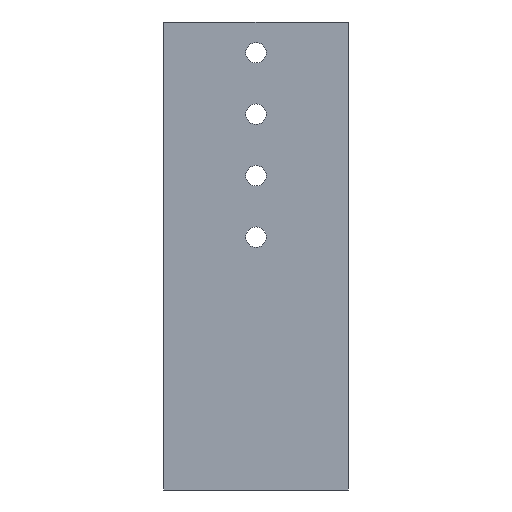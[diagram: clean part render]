
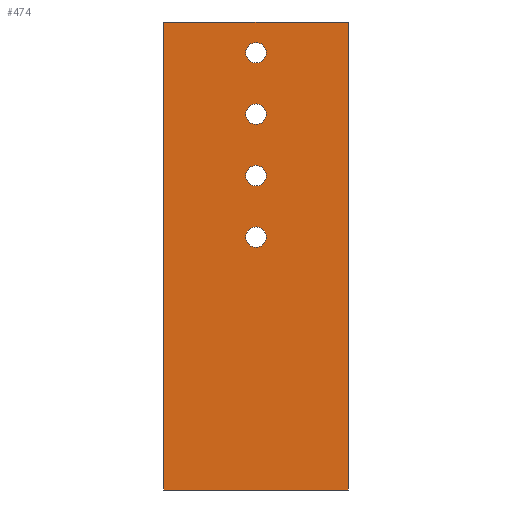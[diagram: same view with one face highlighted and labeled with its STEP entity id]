
A CAD part, front view. The second image highlights one B-rep face of the part: STEP entity #474.
In plain terms, the highlighted planar face has unit normal (0, -1, 0).
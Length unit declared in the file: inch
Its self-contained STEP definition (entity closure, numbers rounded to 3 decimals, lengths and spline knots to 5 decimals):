
#40 = DIRECTION ( 'NONE',  ( 0., 0., -1. ) ) ;
#41 = VERTEX_POINT ( 'NONE', #844 ) ;
#49 = DIRECTION ( 'NONE',  ( 0., 0., 1. ) ) ;
#50 = ORIENTED_EDGE ( 'NONE', *, *, #1112, .F. ) ;
#56 = CARTESIAN_POINT ( 'NONE',  ( 1.125, 0., -1.75 ) ) ;
#61 = FACE_BOUND ( 'NONE', #430, .T. ) ;
#71 = LINE ( 'NONE', #590, #933 ) ;
#74 = VECTOR ( 'NONE', #385, 39.37008 ) ;
#91 = EDGE_CURVE ( 'NONE', #929, #164, #853, .T. ) ;
#95 = AXIS2_PLACEMENT_3D ( 'NONE', #434, #241, #1085 ) ;
#96 = CARTESIAN_POINT ( 'NONE',  ( 1.125, 0., -1.875 ) ) ;
#116 = ORIENTED_EDGE ( 'NONE', *, *, #249, .F. ) ;
#134 = CARTESIAN_POINT ( 'NONE',  ( 1.125, 0., -1.125 ) ) ;
#154 = DIRECTION ( 'NONE',  ( 0., -1., 0. ) ) ;
#156 = CARTESIAN_POINT ( 'NONE',  ( 1.125, 0., -0.5 ) ) ;
#164 = VERTEX_POINT ( 'NONE', #670 ) ;
#168 = DIRECTION ( 'NONE',  ( 0., -1., 0. ) ) ;
#184 = FACE_BOUND ( 'NONE', #940, .T. ) ;
#185 = VECTOR ( 'NONE', #49, 39.37008 ) ;
#203 = ORIENTED_EDGE ( 'NONE', *, *, #1155, .F. ) ;
#219 = AXIS2_PLACEMENT_3D ( 'NONE', #239, #154, #709 ) ;
#222 = AXIS2_PLACEMENT_3D ( 'NONE', #506, #596, #790 ) ;
#236 = DIRECTION ( 'NONE',  ( 0., -1., 0. ) ) ;
#239 = CARTESIAN_POINT ( 'NONE',  ( 1.125, 0., -0.375 ) ) ;
#241 = DIRECTION ( 'NONE',  ( 0., -1., 0. ) ) ;
#242 = CIRCLE ( 'NONE', #460, 0.125 ) ;
#245 = VERTEX_POINT ( 'NONE', #1058 ) ;
#248 = EDGE_CURVE ( 'NONE', #164, #751, #638, .T. ) ;
#249 = EDGE_CURVE ( 'NONE', #751, #275, #364, .T. ) ;
#275 = VERTEX_POINT ( 'NONE', #591 ) ;
#277 = AXIS2_PLACEMENT_3D ( 'NONE', #503, #574, #40 ) ;
#288 = ORIENTED_EDGE ( 'NONE', *, *, #1021, .F. ) ;
#331 = ORIENTED_EDGE ( 'NONE', *, *, #833, .F. ) ;
#340 = CARTESIAN_POINT ( 'NONE',  ( 1.125, 0., -2.75 ) ) ;
#348 = DIRECTION ( 'NONE',  ( 0., 0., -1. ) ) ;
#364 = LINE ( 'NONE', #1141, #185 ) ;
#385 = DIRECTION ( 'NONE',  ( 0., 0., -1. ) ) ;
#387 = EDGE_CURVE ( 'NONE', #841, #945, #242, .T. ) ;
#405 = CARTESIAN_POINT ( 'NONE',  ( 1.125, 0., -1. ) ) ;
#422 = DIRECTION ( 'NONE',  ( 0., 0., -1. ) ) ;
#430 = EDGE_LOOP ( 'NONE', ( #1006, #859 ) ) ;
#431 = EDGE_CURVE ( 'NONE', #786, #245, #533, .T. ) ;
#434 = CARTESIAN_POINT ( 'NONE',  ( 0., 0., 0. ) ) ;
#447 = CARTESIAN_POINT ( 'NONE',  ( 2.25, 0., 0. ) ) ;
#460 = AXIS2_PLACEMENT_3D ( 'NONE', #789, #236, #422 ) ;
#474 = ADVANCED_FACE ( 'NONE', ( #508, #481, #184, #901, #61 ), #995, .T. ) ;
#481 = FACE_BOUND ( 'NONE', #502, .T. ) ;
#502 = EDGE_LOOP ( 'NONE', ( #693, #331 ) ) ;
#503 = CARTESIAN_POINT ( 'NONE',  ( 1.125, 0., -0.375 ) ) ;
#506 = CARTESIAN_POINT ( 'NONE',  ( 1.125, 0., -2.625 ) ) ;
#508 = FACE_OUTER_BOUND ( 'NONE', #691, .T. ) ;
#533 = CIRCLE ( 'NONE', #219, 0.125 ) ;
#542 = DIRECTION ( 'NONE',  ( 0., 0., -1. ) ) ;
#559 = CIRCLE ( 'NONE', #222, 0.125 ) ;
#561 = CIRCLE ( 'NONE', #697, 0.125 ) ;
#574 = DIRECTION ( 'NONE',  ( 0., -1., 0. ) ) ;
#590 = CARTESIAN_POINT ( 'NONE',  ( 0., 0., 0. ) ) ;
#591 = CARTESIAN_POINT ( 'NONE',  ( 0., 0., 0. ) ) ;
#596 = DIRECTION ( 'NONE',  ( 0., -1., 0. ) ) ;
#629 = CARTESIAN_POINT ( 'NONE',  ( 1.125, 0., -2.5 ) ) ;
#638 = LINE ( 'NONE', #759, #972 ) ;
#640 = VERTEX_POINT ( 'NONE', #685 ) ;
#670 = CARTESIAN_POINT ( 'NONE',  ( 2.25, 0., -5.71 ) ) ;
#678 = DIRECTION ( 'NONE',  ( 0., 0., -1. ) ) ;
#680 = EDGE_CURVE ( 'NONE', #245, #786, #826, .T. ) ;
#681 = EDGE_CURVE ( 'NONE', #41, #722, #561, .T. ) ;
#685 = CARTESIAN_POINT ( 'NONE',  ( 1.125, 0., -2. ) ) ;
#686 = CARTESIAN_POINT ( 'NONE',  ( 1.125, 0., -1.875 ) ) ;
#691 = EDGE_LOOP ( 'NONE', ( #116, #991, #837, #50 ) ) ;
#693 = ORIENTED_EDGE ( 'NONE', *, *, #387, .F. ) ;
#697 = AXIS2_PLACEMENT_3D ( 'NONE', #134, #874, #678 ) ;
#709 = DIRECTION ( 'NONE',  ( 0., 0., -1. ) ) ;
#713 = EDGE_LOOP ( 'NONE', ( #943, #203 ) ) ;
#722 = VERTEX_POINT ( 'NONE', #405 ) ;
#739 = DIRECTION ( 'NONE',  ( 0., -1., 0. ) ) ;
#751 = VERTEX_POINT ( 'NONE', #908 ) ;
#759 = CARTESIAN_POINT ( 'NONE',  ( 0., 0., -5.71 ) ) ;
#765 = VERTEX_POINT ( 'NONE', #56 ) ;
#786 = VERTEX_POINT ( 'NONE', #156 ) ;
#789 = CARTESIAN_POINT ( 'NONE',  ( 1.125, 0., -2.625 ) ) ;
#790 = DIRECTION ( 'NONE',  ( 0., 0., -1. ) ) ;
#809 = DIRECTION ( 'NONE',  ( 0., -1., 0. ) ) ;
#826 = CIRCLE ( 'NONE', #277, 0.125 ) ;
#833 = EDGE_CURVE ( 'NONE', #945, #841, #559, .T. ) ;
#837 = ORIENTED_EDGE ( 'NONE', *, *, #91, .F. ) ;
#840 = AXIS2_PLACEMENT_3D ( 'NONE', #96, #739, #542 ) ;
#841 = VERTEX_POINT ( 'NONE', #340 ) ;
#844 = CARTESIAN_POINT ( 'NONE',  ( 1.125, 0., -1.25 ) ) ;
#853 = LINE ( 'NONE', #1124, #74 ) ;
#859 = ORIENTED_EDGE ( 'NONE', *, *, #680, .F. ) ;
#874 = DIRECTION ( 'NONE',  ( 0., -1., 0. ) ) ;
#877 = ORIENTED_EDGE ( 'NONE', *, *, #1131, .F. ) ;
#901 = FACE_BOUND ( 'NONE', #713, .T. ) ;
#908 = CARTESIAN_POINT ( 'NONE',  ( 0., 0., -5.71 ) ) ;
#911 = AXIS2_PLACEMENT_3D ( 'NONE', #1066, #168, #348 ) ;
#927 = AXIS2_PLACEMENT_3D ( 'NONE', #686, #809, #978 ) ;
#929 = VERTEX_POINT ( 'NONE', #447 ) ;
#933 = VECTOR ( 'NONE', #1064, 39.37008 ) ;
#940 = EDGE_LOOP ( 'NONE', ( #288, #877 ) ) ;
#943 = ORIENTED_EDGE ( 'NONE', *, *, #681, .F. ) ;
#945 = VERTEX_POINT ( 'NONE', #629 ) ;
#972 = VECTOR ( 'NONE', #1041, 39.37008 ) ;
#978 = DIRECTION ( 'NONE',  ( 0., 0., -1. ) ) ;
#991 = ORIENTED_EDGE ( 'NONE', *, *, #248, .F. ) ;
#995 = PLANE ( 'NONE',  #95 ) ;
#1006 = ORIENTED_EDGE ( 'NONE', *, *, #431, .F. ) ;
#1021 = EDGE_CURVE ( 'NONE', #640, #765, #1144, .T. ) ;
#1041 = DIRECTION ( 'NONE',  ( -1., 0., 0. ) ) ;
#1058 = CARTESIAN_POINT ( 'NONE',  ( 1.125, 0., -0.25 ) ) ;
#1064 = DIRECTION ( 'NONE',  ( 1., 0., 0. ) ) ;
#1066 = CARTESIAN_POINT ( 'NONE',  ( 1.125, 0., -1.125 ) ) ;
#1085 = DIRECTION ( 'NONE',  ( 0., 0., -1. ) ) ;
#1094 = CIRCLE ( 'NONE', #927, 0.125 ) ;
#1112 = EDGE_CURVE ( 'NONE', #275, #929, #71, .T. ) ;
#1124 = CARTESIAN_POINT ( 'NONE',  ( 2.25, 0., 0. ) ) ;
#1131 = EDGE_CURVE ( 'NONE', #765, #640, #1094, .T. ) ;
#1141 = CARTESIAN_POINT ( 'NONE',  ( 0., 0., 0. ) ) ;
#1144 = CIRCLE ( 'NONE', #840, 0.125 ) ;
#1155 = EDGE_CURVE ( 'NONE', #722, #41, #1175, .T. ) ;
#1175 = CIRCLE ( 'NONE', #911, 0.125 ) ;
